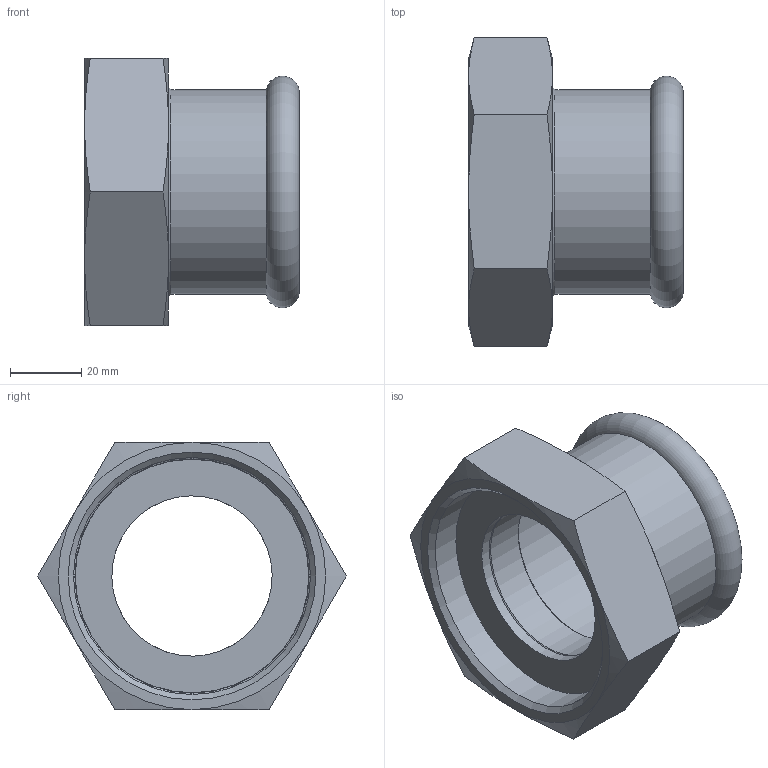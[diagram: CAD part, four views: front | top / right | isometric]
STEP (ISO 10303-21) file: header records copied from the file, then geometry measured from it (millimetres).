
FILE_DESCRIPTION(/* description */ ('MANICOTTO CON DADO 54x2"3/8'),/* implementation_level */ '2;1');
FILE_NAME(/* name */ '383054002_Steelpres.stp',/* time_stamp */ '2022-10-21T16:07:06+02:00',/* author */ ('Vault'),/* organization */ ('Raccorderie metalliche s.p.a. '),/* preprocessor_version */ 'ST-DEVELOPER v18.1',/* originating_system */ 'Autodesk Inventor 2020',/* authorisation */ 'Raccorderie metalliche s.p.a. ');
FILE_SCHEMA (('AUTOMOTIVE_DESIGN { 1 0 10303 214 3 1 1 }'));
Length unit declared in the file: millimetre
Products named in the file (1): 383054002_Steelpres
Bounding box: 60.21 x 86.6 x 75 mm (x, y, z)
Volume: 70298 mm3; surface area: 37078.6 mm2
Topology: 2 solids, 2 shells, 58 faces, 151 edges, 102 vertices
Faces by surface type: cone 20, plane 17, cylinder 12, torus 9
Full cylindrical faces by diameter (mm): 45 x2, 54.5 x1, 54.7 x2, 57.5 x1, 60 x2, 60.4 x1, 63.8 x1, 65.5 x1, 66.5 x1
Entity records: 1872 total; most frequent: CARTESIAN_POINT 360, DIRECTION 346, ORIENTED_EDGE 302, AXIS2_PLACEMENT_3D 160, EDGE_CURVE 151, VERTEX_POINT 102, CIRCLE 101, EDGE_LOOP 67
